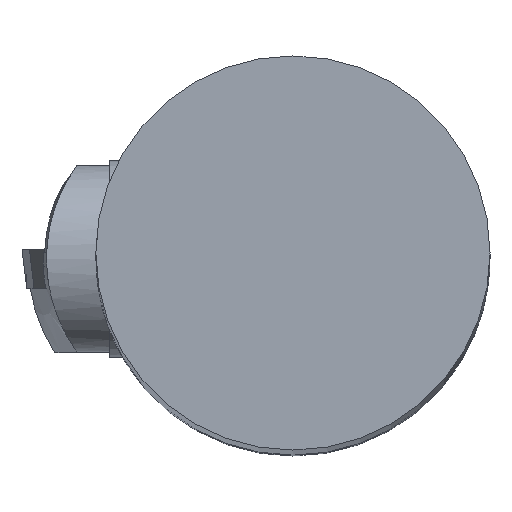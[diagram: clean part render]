
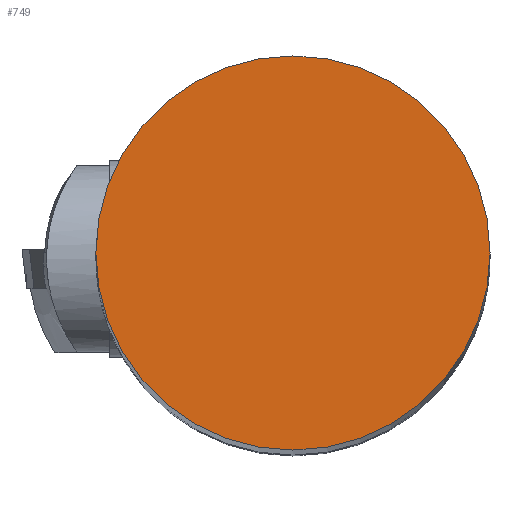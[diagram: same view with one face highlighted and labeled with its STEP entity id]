
A CAD part, top view. The second image highlights one B-rep face of the part: STEP entity #749.
In plain terms, the highlighted planar face has unit normal (0, 0, 1).
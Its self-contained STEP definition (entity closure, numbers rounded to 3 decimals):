
#749=ADVANCED_FACE('240[2]',(#1487),#1488,.F.);
#797=EDGE_CURVE('240[2]',#1549,#1549,#1550,.T.);
#1487=FACE_OUTER_BOUND('',#2771,.T.);
#1488=PLANE('',#2772);
#1549=VERTEX_POINT('',#2896);
#1550=CIRCLE('',#2897,8.0);
#2771=EDGE_LOOP('',(#3669));
#2772=AXIS2_PLACEMENT_3D('',#3670,#3671,#3672);
#2896=CARTESIAN_POINT('',(-8.0,0.,143.8));
#2897=AXIS2_PLACEMENT_3D('',#3749,#3750,#3751);
#3669=ORIENTED_EDGE('',*,*,#797,.F.);
#3670=CARTESIAN_POINT('',(0.0,0.0,143.8));
#3671=DIRECTION('',(0.0,0.0,-1.0));
#3672=DIRECTION('',(0.0,-1.0,0.0));
#3749=CARTESIAN_POINT('',(0.0,0.0,143.8));
#3750=DIRECTION('',(0.0,-0.0,-1.0));
#3751=DIRECTION('',(1.0,0.,0.0));
